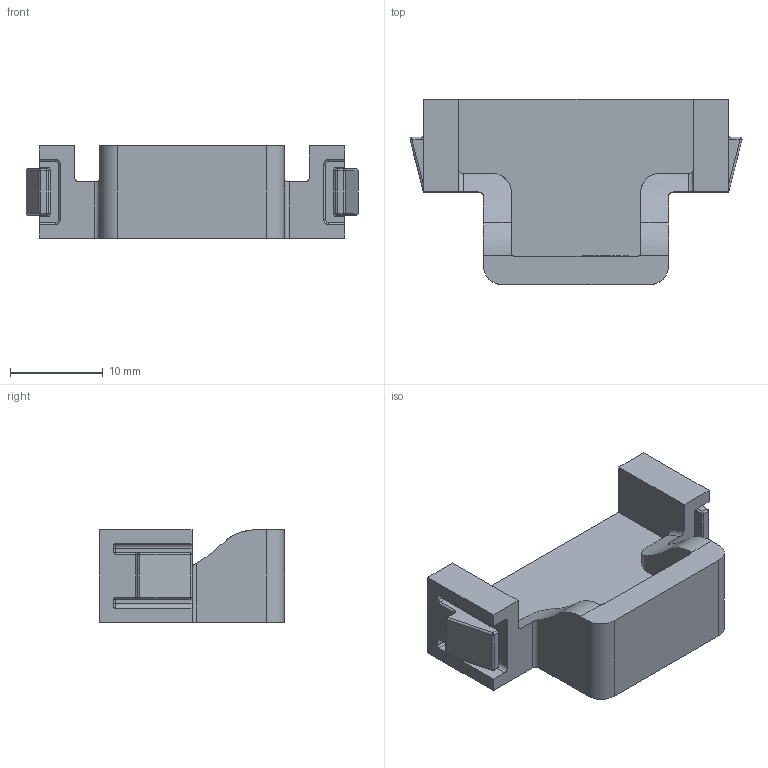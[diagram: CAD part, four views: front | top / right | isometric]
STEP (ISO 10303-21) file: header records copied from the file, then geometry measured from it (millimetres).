
FILE_DESCRIPTION (( 'STEP AP203' ), '1' );
FILE_NAME ('062ACEH2674.10.STEP', '2015-09-11T14:18:37', ( 'Fath' ), ( 'Hewlett-Packard Company' ), 'SwSTEP 2.0', 'SolidWorks 2014', '' );
FILE_SCHEMA (( 'CONFIG_CONTROL_DESIGN' ));
Length unit declared in the file: millimetre
Products named in the file (1): 062ACEH2674.10
Bounding box: 35.88 x 20 x 10 mm (x, y, z)
Volume: 3007.2 mm3; surface area: 2483.6 mm2
Topology: 1 solids, 1 shells, 151 faces, 383 edges, 224 vertices
Faces by surface type: cylinder 61, plane 50, torus 18, sphere 14, bspline 8
Entity records: 4821 total; most frequent: CARTESIAN_POINT 1172, DIRECTION 767, ORIENTED_EDGE 742, EDGE_CURVE 371, AXIS2_PLACEMENT_3D 282, VERTEX_POINT 224, VECTOR 203, LINE 203
